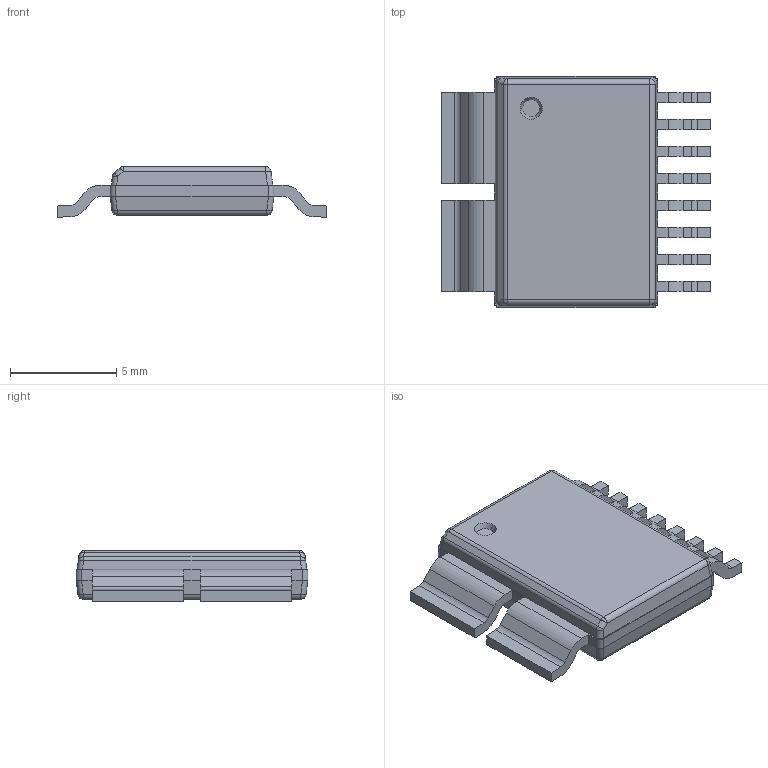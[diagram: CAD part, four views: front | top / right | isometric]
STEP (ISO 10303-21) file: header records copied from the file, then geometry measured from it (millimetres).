
FILE_DESCRIPTION((''),'2;1');
FILE_NAME('DVF0010A_ASM','2023-05-09T10:35:07',('a0412086'),(''),'CREO PARAMETRIC BY PTC INC, 2018500','CREO PARAMETRIC BY PTC INC, 2018500','');
FILE_SCHEMA(('CONFIG_CONTROL_DESIGN','SHAPE_APPEARANCE_LAYERS_GROUPS'));
Length unit declared in the file: millimetre
Products named in the file (5): DVF0010A_MOLD; DVF0010A_PIN1; DVF0010A_LEAD; DVF0010A_LEAD_WIDE; DVF0010A_ASM
Assembly tree (12 placements, depth 2):
  DVF0010A_ASM
    DVF0010A_MOLD
    DVF0010A_PIN1
    DVF0010A_LEAD  x8
    DVF0010A_LEAD_WIDE  x2
Bounding box: 12.7 x 10.9 x 2.38 mm (x, y, z)
Volume: 203.9 mm3; surface area: 354.3 mm2
Topology: 11 solids, 11 shells, 251 faces, 614 edges, 386 vertices
Faces by surface type: plane 176, cylinder 63, sphere 10, cone 2
Entity records: 5115 total; most frequent: CARTESIAN_POINT 746, DIRECTION 676, ORIENTED_EDGE 652, PRESENTATION_STYLE_ASSIGNMENT 329, STYLED_ITEM 329, CURVE_STYLE 326, EDGE_CURVE 326, VECTOR 256
